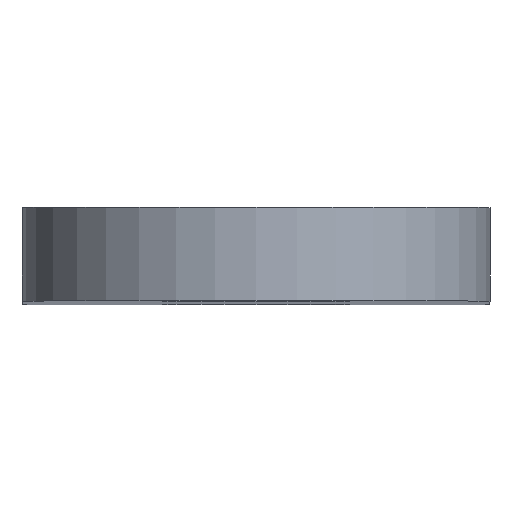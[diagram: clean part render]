
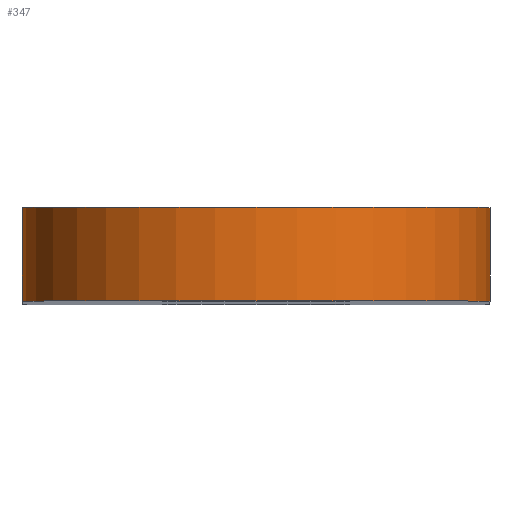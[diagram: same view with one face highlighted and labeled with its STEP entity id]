
A CAD part, top view. The second image highlights one B-rep face of the part: STEP entity #347.
In plain terms, the highlighted cylindrical face has radius 25 mm (diameter 50 mm), a partial arc.
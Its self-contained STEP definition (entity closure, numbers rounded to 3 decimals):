
#24 = LINE ( 'NONE', #287, #218 ) ;
#30 = AXIS2_PLACEMENT_3D ( 'NONE', #418, #88, #129 ) ;
#46 = CARTESIAN_POINT ( 'NONE',  ( 25., 10., 200. ) ) ;
#49 = DIRECTION ( 'NONE',  ( 0., -1., 0. ) ) ;
#51 = ORIENTED_EDGE ( 'NONE', *, *, #390, .F. ) ;
#54 = CARTESIAN_POINT ( 'NONE',  ( -25., 10., 200. ) ) ;
#83 = DIRECTION ( 'NONE',  ( 0., 1., 0. ) ) ;
#86 = DIRECTION ( 'NONE',  ( 0., 0., -1. ) ) ;
#88 = DIRECTION ( 'NONE',  ( 0., 1., 0. ) ) ;
#129 = DIRECTION ( 'NONE',  ( 0., 0., 1. ) ) ;
#131 = EDGE_CURVE ( 'NONE', #302, #292, #274, .T. ) ;
#167 = ORIENTED_EDGE ( 'NONE', *, *, #131, .T. ) ;
#189 = CARTESIAN_POINT ( 'NONE',  ( 25., 0., 200. ) ) ;
#193 = DIRECTION ( 'NONE',  ( 0., -1., 0. ) ) ;
#200 = CIRCLE ( 'NONE', #417, 25. ) ;
#206 = CARTESIAN_POINT ( 'NONE',  ( -25., 10., 200. ) ) ;
#212 = DIRECTION ( 'NONE',  ( 0., -1., 0. ) ) ;
#217 = DIRECTION ( 'NONE',  ( 0., 0., 1. ) ) ;
#218 = VECTOR ( 'NONE', #193, 1000. ) ;
#233 = EDGE_LOOP ( 'NONE', ( #299, #337, #51, #167 ) ) ;
#250 = CYLINDRICAL_SURFACE ( 'NONE', #358, 25. ) ;
#257 = EDGE_CURVE ( 'NONE', #420, #305, #24, .T. ) ;
#274 = LINE ( 'NONE', #206, #344 ) ;
#287 = CARTESIAN_POINT ( 'NONE',  ( 25., 10., 200. ) ) ;
#292 = VERTEX_POINT ( 'NONE', #293 ) ;
#293 = CARTESIAN_POINT ( 'NONE',  ( -25., 0., 200. ) ) ;
#299 = ORIENTED_EDGE ( 'NONE', *, *, #308, .T. ) ;
#302 = VERTEX_POINT ( 'NONE', #54 ) ;
#305 = VERTEX_POINT ( 'NONE', #189 ) ;
#308 = EDGE_CURVE ( 'NONE', #292, #305, #309, .T. ) ;
#309 = CIRCLE ( 'NONE', #30, 25. ) ;
#337 = ORIENTED_EDGE ( 'NONE', *, *, #257, .F. ) ;
#341 = CARTESIAN_POINT ( 'NONE',  ( 0., 10., 200. ) ) ;
#344 = VECTOR ( 'NONE', #212, 1000. ) ;
#347 = ADVANCED_FACE ( 'NONE', ( #407 ), #250, .T. ) ;
#358 = AXIS2_PLACEMENT_3D ( 'NONE', #376, #49, #86 ) ;
#376 = CARTESIAN_POINT ( 'NONE',  ( 0., 10., 200. ) ) ;
#390 = EDGE_CURVE ( 'NONE', #302, #420, #200, .T. ) ;
#407 = FACE_OUTER_BOUND ( 'NONE', #233, .T. ) ;
#417 = AXIS2_PLACEMENT_3D ( 'NONE', #341, #83, #217 ) ;
#418 = CARTESIAN_POINT ( 'NONE',  ( 0., 0., 200. ) ) ;
#420 = VERTEX_POINT ( 'NONE', #46 ) ;
